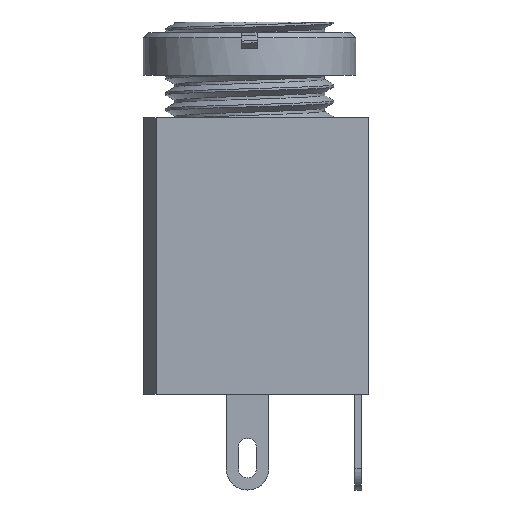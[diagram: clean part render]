
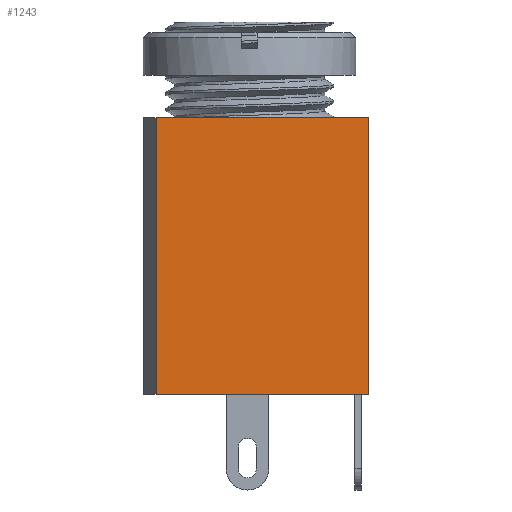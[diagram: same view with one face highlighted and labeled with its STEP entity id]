
A CAD part, left-side view. The second image highlights one B-rep face of the part: STEP entity #1243.
In plain terms, the highlighted planar face has unit normal (-1, 0, 0).
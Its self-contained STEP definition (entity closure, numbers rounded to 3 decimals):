
#151=FACE_OUTER_BOUND('',#223,.T.);
#223=EDGE_LOOP('',(#996,#997,#998,#999));
#307=LINE('',#3077,#411);
#308=LINE('',#3080,#412);
#309=LINE('',#3082,#413);
#310=LINE('',#3083,#414);
#411=VECTOR('',#1586,10.);
#412=VECTOR('',#1589,10.);
#413=VECTOR('',#1590,10.);
#414=VECTOR('',#1591,10.);
#578=VERTEX_POINT('',#3073);
#579=VERTEX_POINT('',#3075);
#580=VERTEX_POINT('',#3079);
#581=VERTEX_POINT('',#3081);
#730=EDGE_CURVE('',#578,#579,#307,.T.);
#731=EDGE_CURVE('',#578,#580,#308,.T.);
#732=EDGE_CURVE('',#581,#579,#309,.T.);
#733=EDGE_CURVE('',#580,#581,#310,.T.);
#996=ORIENTED_EDGE('',*,*,#731,.F.);
#997=ORIENTED_EDGE('',*,*,#730,.T.);
#998=ORIENTED_EDGE('',*,*,#732,.F.);
#999=ORIENTED_EDGE('',*,*,#733,.F.);
#1182=PLANE('',#1374);
#1243=ADVANCED_FACE('',(#151),#1182,.T.);
#1374=AXIS2_PLACEMENT_3D('',#3078,#1587,#1588);
#1586=DIRECTION('',(0.,0.,1.));
#1587=DIRECTION('center_axis',(-1.,0.,0.));
#1588=DIRECTION('ref_axis',(0.,-1.,0.));
#1589=DIRECTION('',(0.,1.,0.));
#1590=DIRECTION('',(0.,-1.,0.));
#1591=DIRECTION('',(0.,0.,1.));
#3073=CARTESIAN_POINT('',(-4.5,-5.6,0.));
#3075=CARTESIAN_POINT('',(-4.5,-5.6,13.));
#3077=CARTESIAN_POINT('',(-4.5,-5.6,0.));
#3078=CARTESIAN_POINT('Origin',(-4.5,4.4,0.));
#3079=CARTESIAN_POINT('',(-4.5,4.4,0.));
#3080=CARTESIAN_POINT('',(-4.5,-5.6,0.));
#3081=CARTESIAN_POINT('',(-4.5,4.4,13.));
#3082=CARTESIAN_POINT('',(-4.5,-5.6,13.));
#3083=CARTESIAN_POINT('',(-4.5,4.4,0.));
